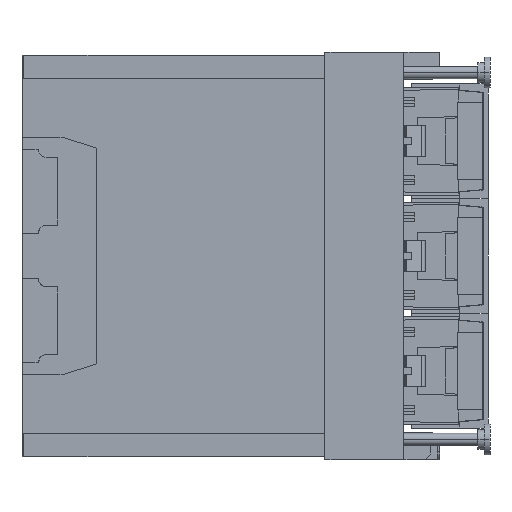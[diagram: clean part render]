
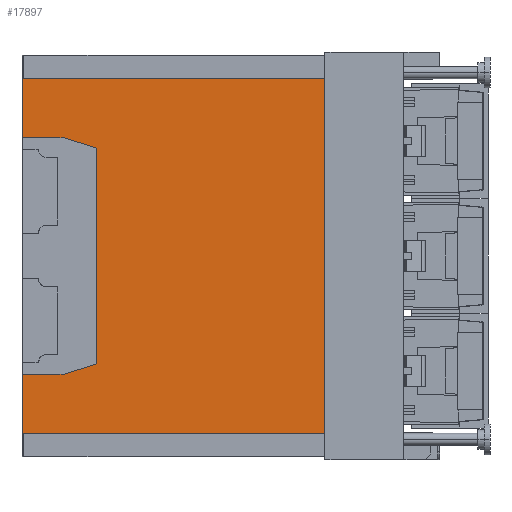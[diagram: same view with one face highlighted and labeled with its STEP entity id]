
A CAD part, left-side view. The second image highlights one B-rep face of the part: STEP entity #17897.
In plain terms, the highlighted face is planar.
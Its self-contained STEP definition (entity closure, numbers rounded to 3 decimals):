
#17489=CARTESIAN_POINT('Vertex',(-115.25,167.672,0.4)) ;
#17524=CARTESIAN_POINT('Vertex',(-129.25,167.672,0.4)) ;
#17527=CARTESIAN_POINT('Line Origine',(-122.25,167.672,0.4)) ;
#17553=CARTESIAN_POINT('Vertex',(-115.25,-31.3,0.4)) ;
#17561=CARTESIAN_POINT('Line Origine',(-115.25,68.186,0.4)) ;
#17796=CARTESIAN_POINT('Axis2P3D Location',(0.,167.55,0.4)) ;
#17801=CARTESIAN_POINT('Line Origine',(-76.5,62.125,0.4)) ;
#17805=CARTESIAN_POINT('Vertex',(-76.5,141.55,0.4)) ;
#17807=CARTESIAN_POINT('Vertex',(-76.5,168.55,0.4)) ;
#17811=CARTESIAN_POINT('Control Point',(-76.5,141.55,0.4)) ;
#17812=CARTESIAN_POINT('Control Point',(-70.003,120.3,0.4)) ;
#17813=CARTESIAN_POINT('Vertex',(-70.003,120.3,0.4)) ;
#17816=CARTESIAN_POINT('Line Origine',(0.,120.3,0.4)) ;
#17820=CARTESIAN_POINT('Vertex',(70.003,120.3,0.4)) ;
#17824=CARTESIAN_POINT('Control Point',(76.5,141.55,0.4)) ;
#17825=CARTESIAN_POINT('Control Point',(70.003,120.3,0.4)) ;
#17826=CARTESIAN_POINT('Vertex',(76.5,141.55,0.4)) ;
#17829=CARTESIAN_POINT('Line Origine',(76.5,62.125,0.4)) ;
#17833=CARTESIAN_POINT('Vertex',(76.5,168.55,0.4)) ;
#17836=CARTESIAN_POINT('Line Origine',(0.,168.55,0.4)) ;
#17840=CARTESIAN_POINT('Vertex',(129.25,168.55,0.4)) ;
#17843=CARTESIAN_POINT('Line Origine',(129.25,62.125,0.4)) ;
#17847=CARTESIAN_POINT('Vertex',(129.25,167.672,0.4)) ;
#17850=CARTESIAN_POINT('Line Origine',(0.,167.672,0.4)) ;
#17854=CARTESIAN_POINT('Vertex',(115.25,167.672,0.4)) ;
#17857=CARTESIAN_POINT('Line Origine',(115.25,62.125,0.4)) ;
#17861=CARTESIAN_POINT('Vertex',(115.25,-31.3,0.4)) ;
#17864=CARTESIAN_POINT('Line Origine',(0.,-31.3,0.4)) ;
#17869=CARTESIAN_POINT('Line Origine',(-129.25,62.125,0.4)) ;
#17873=CARTESIAN_POINT('Vertex',(-129.25,168.55,0.4)) ;
#17876=CARTESIAN_POINT('Line Origine',(0.,168.55,0.4)) ;
#17529=VECTOR('Line Direction',#17528,1.) ;
#17563=VECTOR('Line Direction',#17562,1.) ;
#17803=VECTOR('Line Direction',#17802,1.) ;
#17818=VECTOR('Line Direction',#17817,1.) ;
#17831=VECTOR('Line Direction',#17830,1.) ;
#17838=VECTOR('Line Direction',#17837,1.) ;
#17845=VECTOR('Line Direction',#17844,1.) ;
#17852=VECTOR('Line Direction',#17851,1.) ;
#17859=VECTOR('Line Direction',#17858,1.) ;
#17866=VECTOR('Line Direction',#17865,1.) ;
#17871=VECTOR('Line Direction',#17870,1.) ;
#17878=VECTOR('Line Direction',#17877,1.) ;
#17528=DIRECTION('Vector Direction',(-1.,0.,0.)) ;
#17562=DIRECTION('Vector Direction',(0.,1.,0.)) ;
#17797=DIRECTION('Axis2P3D Direction',(-0.,0.,1.)) ;
#17798=DIRECTION('Axis2P3D XDirection',(0.,-1.,0.)) ;
#17802=DIRECTION('Vector Direction',(0.,-1.,0.)) ;
#17817=DIRECTION('Vector Direction',(1.,0.,0.)) ;
#17830=DIRECTION('Vector Direction',(0.,-1.,0.)) ;
#17837=DIRECTION('Vector Direction',(1.,0.,0.)) ;
#17844=DIRECTION('Vector Direction',(0.,-1.,0.)) ;
#17851=DIRECTION('Vector Direction',(1.,0.,0.)) ;
#17858=DIRECTION('Vector Direction',(0.,-1.,0.)) ;
#17865=DIRECTION('Vector Direction',(1.,0.,0.)) ;
#17870=DIRECTION('Vector Direction',(0.,-1.,0.)) ;
#17877=DIRECTION('Vector Direction',(1.,0.,0.)) ;
#17799=AXIS2_PLACEMENT_3D('Plane Axis2P3D',#17796,#17797,#17798) ;
#17530=LINE('Line',#17527,#17529) ;
#17564=LINE('Line',#17561,#17563) ;
#17804=LINE('Line',#17801,#17803) ;
#17819=LINE('Line',#17816,#17818) ;
#17832=LINE('Line',#17829,#17831) ;
#17839=LINE('Line',#17836,#17838) ;
#17846=LINE('Line',#17843,#17845) ;
#17853=LINE('Line',#17850,#17852) ;
#17860=LINE('Line',#17857,#17859) ;
#17867=LINE('Line',#17864,#17866) ;
#17872=LINE('Line',#17869,#17871) ;
#17879=LINE('Line',#17876,#17878) ;
#17800=PLANE('',#17799) ;
#17531=EDGE_CURVE('',#17490,#17525,#17530,.T.) ;
#17565=EDGE_CURVE('',#17554,#17490,#17564,.T.) ;
#17809=EDGE_CURVE('',#17806,#17808,#17804,.F.) ;
#17815=EDGE_CURVE('',#17814,#17806,#17810,.F.) ;
#17822=EDGE_CURVE('',#17821,#17814,#17819,.F.) ;
#17828=EDGE_CURVE('',#17827,#17821,#17823,.T.) ;
#17835=EDGE_CURVE('',#17834,#17827,#17832,.T.) ;
#17842=EDGE_CURVE('',#17841,#17834,#17839,.F.) ;
#17849=EDGE_CURVE('',#17848,#17841,#17846,.F.) ;
#17856=EDGE_CURVE('',#17848,#17855,#17853,.F.) ;
#17863=EDGE_CURVE('',#17855,#17862,#17860,.T.) ;
#17868=EDGE_CURVE('',#17554,#17862,#17867,.T.) ;
#17875=EDGE_CURVE('',#17874,#17525,#17872,.T.) ;
#17880=EDGE_CURVE('',#17808,#17874,#17879,.F.) ;
#17882=ORIENTED_EDGE('',*,*,#17809,.F.) ;
#17883=ORIENTED_EDGE('',*,*,#17815,.F.) ;
#17884=ORIENTED_EDGE('',*,*,#17822,.F.) ;
#17885=ORIENTED_EDGE('',*,*,#17828,.F.) ;
#17886=ORIENTED_EDGE('',*,*,#17835,.F.) ;
#17887=ORIENTED_EDGE('',*,*,#17842,.F.) ;
#17888=ORIENTED_EDGE('',*,*,#17849,.F.) ;
#17889=ORIENTED_EDGE('',*,*,#17856,.T.) ;
#17890=ORIENTED_EDGE('',*,*,#17863,.T.) ;
#17891=ORIENTED_EDGE('',*,*,#17868,.F.) ;
#17892=ORIENTED_EDGE('',*,*,#17565,.T.) ;
#17893=ORIENTED_EDGE('',*,*,#17531,.T.) ;
#17894=ORIENTED_EDGE('',*,*,#17875,.F.) ;
#17895=ORIENTED_EDGE('',*,*,#17880,.F.) ;
#17881=EDGE_LOOP('',(#17882,#17883,#17884,#17885,#17886,#17887,#17888,#17889,#17890,#17891,#17892,#17893,#17894,#17895)) ;
#17490=VERTEX_POINT('',#17489) ;
#17525=VERTEX_POINT('',#17524) ;
#17554=VERTEX_POINT('',#17553) ;
#17806=VERTEX_POINT('',#17805) ;
#17808=VERTEX_POINT('',#17807) ;
#17814=VERTEX_POINT('',#17813) ;
#17821=VERTEX_POINT('',#17820) ;
#17827=VERTEX_POINT('',#17826) ;
#17834=VERTEX_POINT('',#17833) ;
#17841=VERTEX_POINT('',#17840) ;
#17848=VERTEX_POINT('',#17847) ;
#17855=VERTEX_POINT('',#17854) ;
#17862=VERTEX_POINT('',#17861) ;
#17874=VERTEX_POINT('',#17873) ;
#17897=ADVANCED_FACE('Corps principal',(#17896),#17800,.F.) ;
#17810=B_SPLINE_CURVE_WITH_KNOTS('',1,(#17811,#17812),.UNSPECIFIED.,.F.,.U.,(2,2),(-11.11,11.11),.UNSPECIFIED.) ;
#17823=B_SPLINE_CURVE_WITH_KNOTS('',1,(#17824,#17825),.UNSPECIFIED.,.F.,.U.,(2,2),(-11.11,11.11),.UNSPECIFIED.) ;
#17896=FACE_OUTER_BOUND('',#17881,.T.) ;
